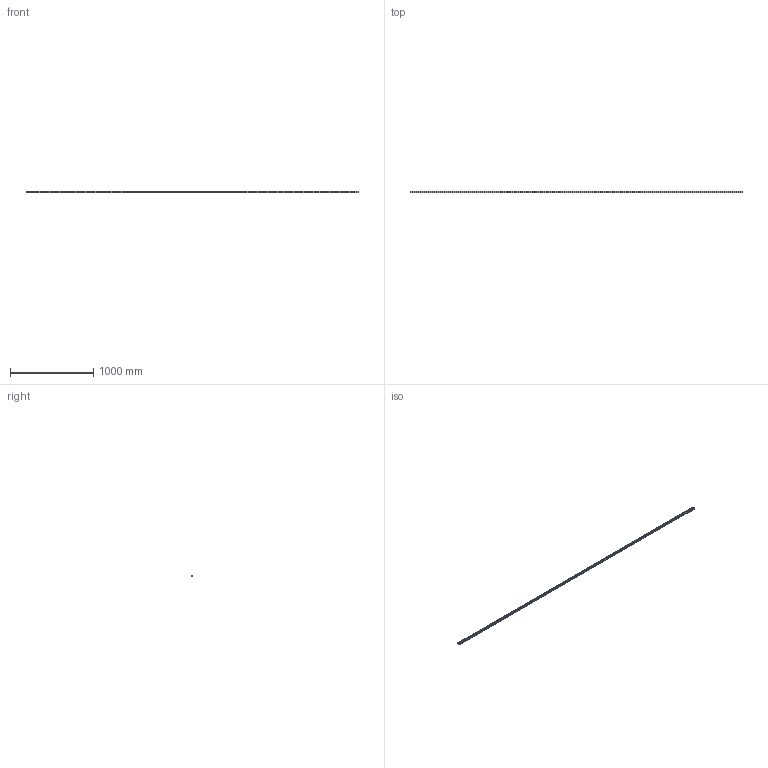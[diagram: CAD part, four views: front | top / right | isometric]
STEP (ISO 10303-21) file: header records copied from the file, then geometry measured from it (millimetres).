
FILE_DESCRIPTION(/* description */ ('STEP AP214'),/* implementation_level */ '2;1');
FILE_NAME(/* name */ 'LSH25RLX4000-N-D',/* time_stamp */ '2022-11-15T14:42:56+01:00',/* author */ ('License CC BY-ND 4.0'),/* organization */ ('CADENAS'),/* preprocessor_version */ 'ST-DEVELOPER v18.102',/* originating_system */ 'PARTsolutions',/* authorisation */ ' ');
FILE_SCHEMA (('AUTOMOTIVE_DESIGN {1 0 10303 214 3 1 1}'));
Length unit declared in the file: millimetre
Products named in the file (1): LSH25RLX4000-N-D
Bounding box: 4000 x 22 x 23 mm (x, y, z)
Volume: 1722928.8 mm3; surface area: 401443.2 mm2
Topology: 1 solids, 1 shells, 424 faces, 1266 edges, 844 vertices
Faces by surface type: plane 290, cylinder 134
Full cylindrical faces by diameter (mm): 6.8 x1, 7 x66, 11 x1, 11.2 x66
Entity records: 13712 total; most frequent: DIRECTION 2652, CARTESIAN_POINT 2267, ORIENTED_EDGE 2130, AXIS2_PLACEMENT_3D 1162, EDGE_CURVE 1065, VERTEX_POINT 777, EDGE_LOOP 692, FACE_BOUND 692
